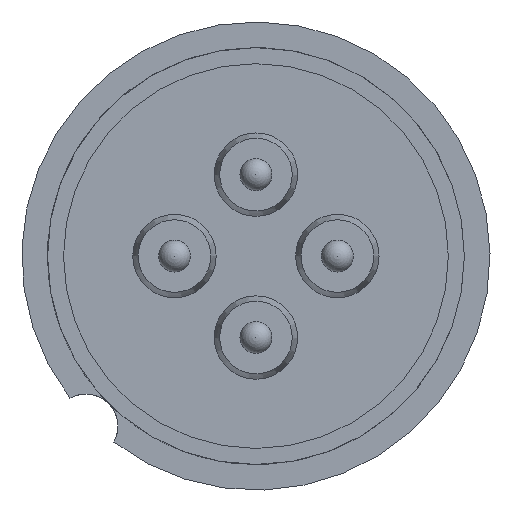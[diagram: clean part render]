
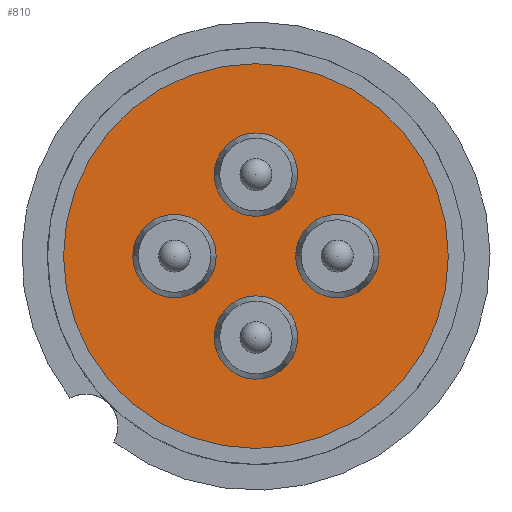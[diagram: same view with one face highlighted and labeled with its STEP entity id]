
A CAD part, front view. The second image highlights one B-rep face of the part: STEP entity #810.
In plain terms, the highlighted planar face has unit normal (0, -1, 0).
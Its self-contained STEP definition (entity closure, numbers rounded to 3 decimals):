
#201 = EDGE_CURVE('',#202,#202,#204,.T.);
#202 = VERTEX_POINT('',#203);
#203 = CARTESIAN_POINT('',(0.,0.,-0.62));
#204 = SURFACE_CURVE('',#205,(#210,#222),.PCURVE_S1.);
#205 = CIRCLE('',#206,0.65);
#206 = AXIS2_PLACEMENT_3D('',#207,#208,#209);
#207 = CARTESIAN_POINT('',(0.,0.,-1.27));
#208 = DIRECTION('',(0.,1.,0.));
#209 = DIRECTION('',(0.,0.,-1.));
#210 = PCURVE('',#211,#216);
#211 = CYLINDRICAL_SURFACE('',#212,0.65);
#212 = AXIS2_PLACEMENT_3D('',#213,#214,#215);
#213 = CARTESIAN_POINT('',(0.,7.3,-1.27));
#214 = DIRECTION('',(0.,-1.,0.));
#215 = DIRECTION('',(0.,0.,-1.));
#216 = DEFINITIONAL_REPRESENTATION('',(#217),#221);
#217 = LINE('',#218,#219);
#218 = CARTESIAN_POINT('',(12.566,7.3));
#219 = VECTOR('',#220,1.);
#220 = DIRECTION('',(-1.,0.));
#221 = ( GEOMETRIC_REPRESENTATION_CONTEXT(2) 
PARAMETRIC_REPRESENTATION_CONTEXT() REPRESENTATION_CONTEXT('2D SPACE',''
  ) );
#222 = PCURVE('',#223,#228);
#223 = PLANE('',#224);
#224 = AXIS2_PLACEMENT_3D('',#225,#226,#227);
#225 = CARTESIAN_POINT('',(1.5,0.,0.));
#226 = DIRECTION('',(0.,-1.,0.));
#227 = DIRECTION('',(0.,0.,-1.));
#228 = DEFINITIONAL_REPRESENTATION('',(#229),#237);
#229 = ( BOUNDED_CURVE() B_SPLINE_CURVE(2,(#230,#231,#232,#233,#234,#235
,#236),.UNSPECIFIED.,.T.,.F.) B_SPLINE_CURVE_WITH_KNOTS((1,2,2,2,2,1),(
    -2.094,0.,2.094,4.189,6.283,
8.378),.UNSPECIFIED.) CURVE() GEOMETRIC_REPRESENTATION_ITEM() 
RATIONAL_B_SPLINE_CURVE((1.,0.5,1.,0.5,1.,0.5,1.)) REPRESENTATION_ITEM(
  '') );
#230 = CARTESIAN_POINT('',(1.92,-1.5));
#231 = CARTESIAN_POINT('',(1.92,-2.626));
#232 = CARTESIAN_POINT('',(0.945,-2.063));
#233 = CARTESIAN_POINT('',(-0.03,-1.5));
#234 = CARTESIAN_POINT('',(0.945,-0.937));
#235 = CARTESIAN_POINT('',(1.92,-0.374));
#236 = CARTESIAN_POINT('',(1.92,-1.5));
#237 = ( GEOMETRIC_REPRESENTATION_CONTEXT(2) 
PARAMETRIC_REPRESENTATION_CONTEXT() REPRESENTATION_CONTEXT('2D SPACE',''
  ) );
#291 = EDGE_CURVE('',#292,#292,#294,.T.);
#292 = VERTEX_POINT('',#293);
#293 = CARTESIAN_POINT('',(0.62,0.,0.));
#294 = SURFACE_CURVE('',#295,(#300,#312),.PCURVE_S1.);
#295 = CIRCLE('',#296,0.65);
#296 = AXIS2_PLACEMENT_3D('',#297,#298,#299);
#297 = CARTESIAN_POINT('',(1.27,0.,0.));
#298 = DIRECTION('',(-0.,1.,0.));
#299 = DIRECTION('',(1.,0.,0.));
#300 = PCURVE('',#301,#306);
#301 = CYLINDRICAL_SURFACE('',#302,0.65);
#302 = AXIS2_PLACEMENT_3D('',#303,#304,#305);
#303 = CARTESIAN_POINT('',(1.27,7.3,0.));
#304 = DIRECTION('',(0.,-1.,0.));
#305 = DIRECTION('',(1.,0.,0.));
#306 = DEFINITIONAL_REPRESENTATION('',(#307),#311);
#307 = LINE('',#308,#309);
#308 = CARTESIAN_POINT('',(12.566,7.3));
#309 = VECTOR('',#310,1.);
#310 = DIRECTION('',(-1.,0.));
#311 = ( GEOMETRIC_REPRESENTATION_CONTEXT(2) 
PARAMETRIC_REPRESENTATION_CONTEXT() REPRESENTATION_CONTEXT('2D SPACE',''
  ) );
#312 = PCURVE('',#223,#313);
#313 = DEFINITIONAL_REPRESENTATION('',(#314),#322);
#314 = ( BOUNDED_CURVE() B_SPLINE_CURVE(2,(#315,#316,#317,#318,#319,#320
,#321),.UNSPECIFIED.,.T.,.F.) B_SPLINE_CURVE_WITH_KNOTS((1,2,2,2,2,1),(
    -2.094,0.,2.094,4.189,6.283,
8.378),.UNSPECIFIED.) CURVE() GEOMETRIC_REPRESENTATION_ITEM() 
RATIONAL_B_SPLINE_CURVE((1.,0.5,1.,0.5,1.,0.5,1.)) REPRESENTATION_ITEM(
  '') );
#315 = CARTESIAN_POINT('',(0.,0.42));
#316 = CARTESIAN_POINT('',(1.126,0.42));
#317 = CARTESIAN_POINT('',(0.563,-0.555));
#318 = CARTESIAN_POINT('',(0.,-1.53));
#319 = CARTESIAN_POINT('',(-0.563,-0.555));
#320 = CARTESIAN_POINT('',(-1.126,0.42));
#321 = CARTESIAN_POINT('',(0.,0.42));
#322 = ( GEOMETRIC_REPRESENTATION_CONTEXT(2) 
PARAMETRIC_REPRESENTATION_CONTEXT() REPRESENTATION_CONTEXT('2D SPACE',''
  ) );
#376 = EDGE_CURVE('',#377,#377,#379,.T.);
#377 = VERTEX_POINT('',#378);
#378 = CARTESIAN_POINT('',(0.,0.,0.62));
#379 = SURFACE_CURVE('',#380,(#385,#397),.PCURVE_S1.);
#380 = CIRCLE('',#381,0.65);
#381 = AXIS2_PLACEMENT_3D('',#382,#383,#384);
#382 = CARTESIAN_POINT('',(0.,0.,1.27));
#383 = DIRECTION('',(0.,1.,0.));
#384 = DIRECTION('',(0.,-0.,1.));
#385 = PCURVE('',#386,#391);
#386 = CYLINDRICAL_SURFACE('',#387,0.65);
#387 = AXIS2_PLACEMENT_3D('',#388,#389,#390);
#388 = CARTESIAN_POINT('',(0.,7.3,1.27));
#389 = DIRECTION('',(0.,-1.,0.));
#390 = DIRECTION('',(0.,0.,1.));
#391 = DEFINITIONAL_REPRESENTATION('',(#392),#396);
#392 = LINE('',#393,#394);
#393 = CARTESIAN_POINT('',(12.566,7.3));
#394 = VECTOR('',#395,1.);
#395 = DIRECTION('',(-1.,0.));
#396 = ( GEOMETRIC_REPRESENTATION_CONTEXT(2) 
PARAMETRIC_REPRESENTATION_CONTEXT() REPRESENTATION_CONTEXT('2D SPACE',''
  ) );
#397 = PCURVE('',#223,#398);
#398 = DEFINITIONAL_REPRESENTATION('',(#399),#407);
#399 = ( BOUNDED_CURVE() B_SPLINE_CURVE(2,(#400,#401,#402,#403,#404,#405
,#406),.UNSPECIFIED.,.T.,.F.) B_SPLINE_CURVE_WITH_KNOTS((1,2,2,2,2,1),(
    -2.094,0.,2.094,4.189,6.283,
8.378),.UNSPECIFIED.) CURVE() GEOMETRIC_REPRESENTATION_ITEM() 
RATIONAL_B_SPLINE_CURVE((1.,0.5,1.,0.5,1.,0.5,1.)) REPRESENTATION_ITEM(
  '') );
#400 = CARTESIAN_POINT('',(-1.92,-1.5));
#401 = CARTESIAN_POINT('',(-1.92,-0.374));
#402 = CARTESIAN_POINT('',(-0.945,-0.937));
#403 = CARTESIAN_POINT('',(0.03,-1.5));
#404 = CARTESIAN_POINT('',(-0.945,-2.063));
#405 = CARTESIAN_POINT('',(-1.92,-2.626));
#406 = CARTESIAN_POINT('',(-1.92,-1.5));
#407 = ( GEOMETRIC_REPRESENTATION_CONTEXT(2) 
PARAMETRIC_REPRESENTATION_CONTEXT() REPRESENTATION_CONTEXT('2D SPACE',''
  ) );
#461 = EDGE_CURVE('',#462,#462,#464,.T.);
#462 = VERTEX_POINT('',#463);
#463 = CARTESIAN_POINT('',(-0.62,0.,0.));
#464 = SURFACE_CURVE('',#465,(#470,#482),.PCURVE_S1.);
#465 = CIRCLE('',#466,0.65);
#466 = AXIS2_PLACEMENT_3D('',#467,#468,#469);
#467 = CARTESIAN_POINT('',(-1.27,0.,0.));
#468 = DIRECTION('',(0.,1.,0.));
#469 = DIRECTION('',(-1.,0.,0.));
#470 = PCURVE('',#471,#476);
#471 = CYLINDRICAL_SURFACE('',#472,0.65);
#472 = AXIS2_PLACEMENT_3D('',#473,#474,#475);
#473 = CARTESIAN_POINT('',(-1.27,7.3,0.));
#474 = DIRECTION('',(0.,-1.,0.));
#475 = DIRECTION('',(-1.,0.,0.));
#476 = DEFINITIONAL_REPRESENTATION('',(#477),#481);
#477 = LINE('',#478,#479);
#478 = CARTESIAN_POINT('',(12.566,7.3));
#479 = VECTOR('',#480,1.);
#480 = DIRECTION('',(-1.,0.));
#481 = ( GEOMETRIC_REPRESENTATION_CONTEXT(2) 
PARAMETRIC_REPRESENTATION_CONTEXT() REPRESENTATION_CONTEXT('2D SPACE',''
  ) );
#482 = PCURVE('',#223,#483);
#483 = DEFINITIONAL_REPRESENTATION('',(#484),#492);
#484 = ( BOUNDED_CURVE() B_SPLINE_CURVE(2,(#485,#486,#487,#488,#489,#490
,#491),.UNSPECIFIED.,.T.,.F.) B_SPLINE_CURVE_WITH_KNOTS((1,2,2,2,2,1),(
    -2.094,0.,2.094,4.189,6.283,
8.378),.UNSPECIFIED.) CURVE() GEOMETRIC_REPRESENTATION_ITEM() 
RATIONAL_B_SPLINE_CURVE((1.,0.5,1.,0.5,1.,0.5,1.)) REPRESENTATION_ITEM(
  '') );
#485 = CARTESIAN_POINT('',(0.,-3.42));
#486 = CARTESIAN_POINT('',(-1.126,-3.42));
#487 = CARTESIAN_POINT('',(-0.563,-2.445));
#488 = CARTESIAN_POINT('',(0.,-1.47));
#489 = CARTESIAN_POINT('',(0.563,-2.445));
#490 = CARTESIAN_POINT('',(1.126,-3.42));
#491 = CARTESIAN_POINT('',(0.,-3.42));
#492 = ( GEOMETRIC_REPRESENTATION_CONTEXT(2) 
PARAMETRIC_REPRESENTATION_CONTEXT() REPRESENTATION_CONTEXT('2D SPACE',''
  ) );
#750 = CYLINDRICAL_SURFACE('',#751,3.);
#751 = AXIS2_PLACEMENT_3D('',#752,#753,#754);
#752 = CARTESIAN_POINT('',(0.,0.9,0.));
#753 = DIRECTION('',(0.,-1.,0.));
#754 = DIRECTION('',(1.,0.,0.));
#765 = EDGE_CURVE('',#766,#766,#768,.T.);
#766 = VERTEX_POINT('',#767);
#767 = CARTESIAN_POINT('',(3.,0.,0.));
#768 = SURFACE_CURVE('',#769,(#774,#781),.PCURVE_S1.);
#769 = CIRCLE('',#770,3.);
#770 = AXIS2_PLACEMENT_3D('',#771,#772,#773);
#771 = CARTESIAN_POINT('',(0.,0.,0.));
#772 = DIRECTION('',(0.,-1.,0.));
#773 = DIRECTION('',(1.,0.,0.));
#774 = PCURVE('',#750,#775);
#775 = DEFINITIONAL_REPRESENTATION('',(#776),#780);
#776 = LINE('',#777,#778);
#777 = CARTESIAN_POINT('',(0.,0.9));
#778 = VECTOR('',#779,1.);
#779 = DIRECTION('',(1.,0.));
#780 = ( GEOMETRIC_REPRESENTATION_CONTEXT(2) 
PARAMETRIC_REPRESENTATION_CONTEXT() REPRESENTATION_CONTEXT('2D SPACE',''
  ) );
#781 = PCURVE('',#223,#782);
#782 = DEFINITIONAL_REPRESENTATION('',(#783),#787);
#783 = CIRCLE('',#784,3.);
#784 = AXIS2_PLACEMENT_2D('',#785,#786);
#785 = CARTESIAN_POINT('',(0.,-1.5));
#786 = DIRECTION('',(0.,1.));
#787 = ( GEOMETRIC_REPRESENTATION_CONTEXT(2) 
PARAMETRIC_REPRESENTATION_CONTEXT() REPRESENTATION_CONTEXT('2D SPACE',''
  ) );
#810 = ADVANCED_FACE('',(#811,#814,#817,#820,#823),#223,.T.);
#811 = FACE_BOUND('',#812,.T.);
#812 = EDGE_LOOP('',(#813));
#813 = ORIENTED_EDGE('',*,*,#765,.T.);
#814 = FACE_BOUND('',#815,.T.);
#815 = EDGE_LOOP('',(#816));
#816 = ORIENTED_EDGE('',*,*,#201,.T.);
#817 = FACE_BOUND('',#818,.T.);
#818 = EDGE_LOOP('',(#819));
#819 = ORIENTED_EDGE('',*,*,#291,.T.);
#820 = FACE_BOUND('',#821,.T.);
#821 = EDGE_LOOP('',(#822));
#822 = ORIENTED_EDGE('',*,*,#376,.T.);
#823 = FACE_BOUND('',#824,.T.);
#824 = EDGE_LOOP('',(#825));
#825 = ORIENTED_EDGE('',*,*,#461,.T.);
